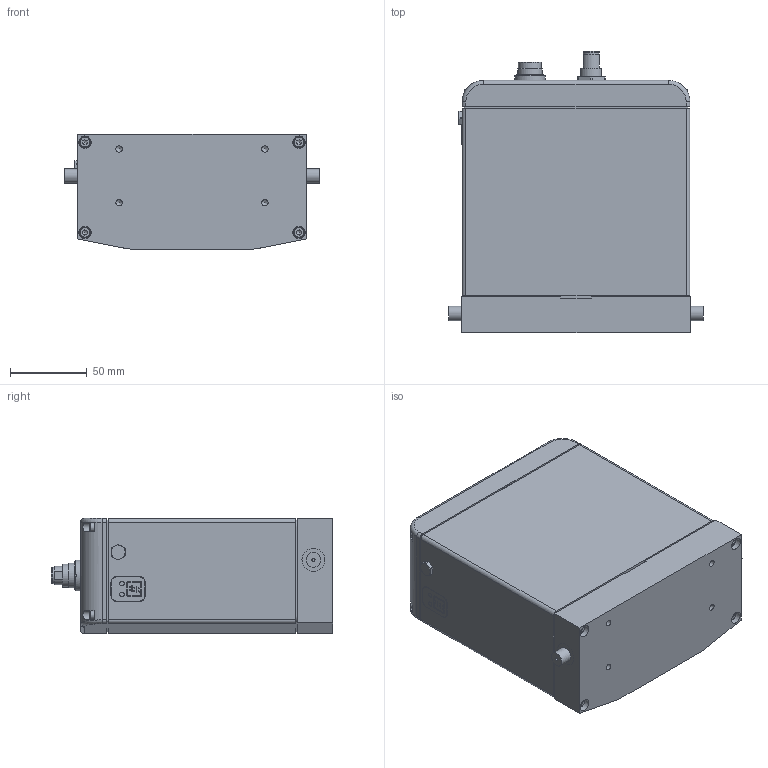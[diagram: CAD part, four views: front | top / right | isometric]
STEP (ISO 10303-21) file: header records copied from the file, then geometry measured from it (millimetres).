
FILE_DESCRIPTION((''),'2;1');
FILE_NAME('M15.stp','2013-04-04T09:28:19',('M-Huiskes'),(''),'Autodesk Inventor 2009','Autodesk Inventor 2009','');
FILE_SCHEMA(('AUTOMOTIVE_DESIGN { 1 0 10303 214 1 1 1 1 }'));
Length unit declared in the file: millimetre
Products named in the file (1): Part7
Bounding box: 166 x 183.2 x 75 mm (x, y, z)
Volume: 1783785.7 mm3; surface area: 102184.9 mm2
Topology: 1 solids, 13 shells, 541 faces, 1378 edges, 901 vertices
Faces by surface type: plane 293, cylinder 133, bspline 67, cone 19, torus 16, sphere 13
Full cylindrical faces by diameter (mm): 1 x13, 1.2 x5, 1.5 x2, 2 x2, 3 x2, 4 x4, 4.7 x1, 5.5 x4, 7 x4, 8.3 x1, 9.53 x2, 10.2 x1, 10.5 x1, 11 x1, 13.8 x1, 14.5 x1, 15 x1, 15.1 x1, 16 x2, 18 x1, 18.1 x1, 20 x1
Entity records: 16984 total; most frequent: CARTESIAN_POINT 4520, ORIENTED_EDGE 2422, DIRECTION 2375, EDGE_CURVE 1211, VERTEX_POINT 858, AXIS2_PLACEMENT_3D 837, EDGE_LOOP 725, VECTOR 701
